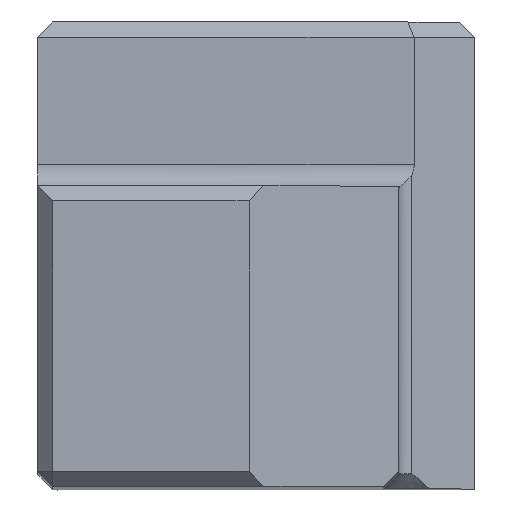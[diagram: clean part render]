
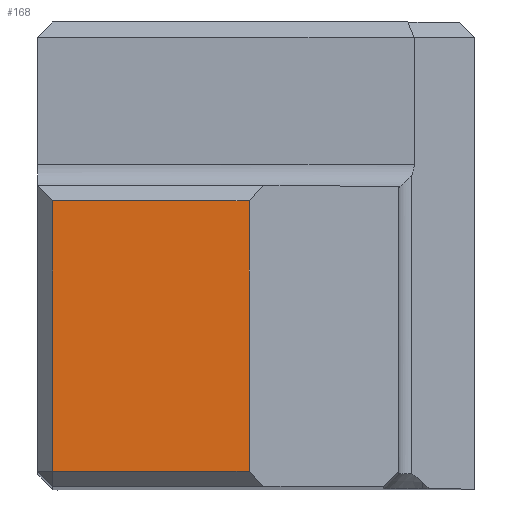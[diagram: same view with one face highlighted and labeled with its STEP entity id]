
A CAD part, top view. The second image highlights one B-rep face of the part: STEP entity #168.
In plain terms, the highlighted planar face has unit normal (0, 0, 1).
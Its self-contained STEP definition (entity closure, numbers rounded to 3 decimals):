
#168=ADVANCED_FACE('',(#266),#224,.T.);
#224=PLANE('',#1182);
#266=FACE_OUTER_BOUND('',#317,.T.);
#317=EDGE_LOOP('',(#426,#427,#428,#429));
#426=ORIENTED_EDGE('',*,*,#789,.F.);
#427=ORIENTED_EDGE('',*,*,#780,.T.);
#428=ORIENTED_EDGE('',*,*,#790,.T.);
#429=ORIENTED_EDGE('',*,*,#778,.T.);
#681=VERTEX_POINT('',#1644);
#682=VERTEX_POINT('',#1646);
#683=VERTEX_POINT('',#1650);
#684=VERTEX_POINT('',#1651);
#778=EDGE_CURVE('',#682,#681,#912,.T.);
#780=EDGE_CURVE('',#683,#684,#914,.T.);
#789=EDGE_CURVE('',#683,#681,#923,.T.);
#790=EDGE_CURVE('',#684,#682,#924,.T.);
#912=LINE('',#1645,#1022);
#914=LINE('',#1649,#1024);
#923=LINE('',#1669,#1033);
#924=LINE('',#1670,#1034);
#1022=VECTOR('',#1322,1.);
#1024=VECTOR('',#1326,1.);
#1033=VECTOR('',#1341,1.);
#1034=VECTOR('',#1342,1.);
#1182=AXIS2_PLACEMENT_3D('',#1671,#1343,#1344);
#1322=DIRECTION('',(1.,0.,0.));
#1326=DIRECTION('',(-1.,0.,0.));
#1341=DIRECTION('',(0.,-1.,0.));
#1342=DIRECTION('',(0.,-1.,0.));
#1343=DIRECTION('',(0.,0.,1.));
#1344=DIRECTION('',(1.,0.,0.));
#1644=CARTESIAN_POINT('',(7.043,0.552,0.));
#1645=CARTESIAN_POINT('',(5.013,0.552,0.));
#1646=CARTESIAN_POINT('',(0.525,0.552,0.));
#1649=CARTESIAN_POINT('',(5.013,9.527,0.));
#1650=CARTESIAN_POINT('',(7.043,9.527,0.));
#1651=CARTESIAN_POINT('',(0.525,9.527,0.));
#1669=CARTESIAN_POINT('',(7.043,54.416,0.));
#1670=CARTESIAN_POINT('',(0.525,5.04,0.));
#1671=CARTESIAN_POINT('',(5.013,5.04,0.));
